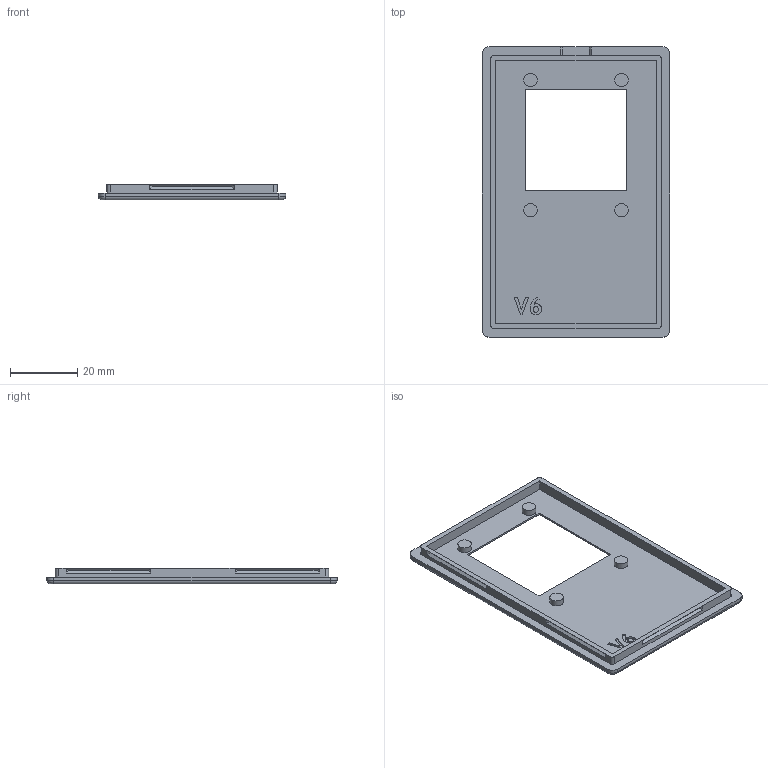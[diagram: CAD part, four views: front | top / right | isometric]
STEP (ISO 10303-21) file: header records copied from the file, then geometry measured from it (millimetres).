
FILE_DESCRIPTION(('FreeCAD Model'),'2;1');
FILE_NAME('Open CASCADE Shape Model','2025-01-05T18:15:08',(''),(''), 'Open CASCADE STEP processor 7.8','FreeCAD','Unknown');
FILE_SCHEMA(('AUTOMOTIVE_DESIGN { 1 0 10303 214 1 1 1 1 }'));
Length unit declared in the file: millimetre
Products named in the file (1): Body - Lid
Bounding box: 55.5 x 86 x 4.6 mm (x, y, z)
Volume: 7192.3 mm3; surface area: 9939.1 mm2
Topology: 1 solids, 1 shells, 111 faces, 285 edges, 184 vertices
Faces by surface type: plane 51, bspline 24, cylinder 16, extrusion 16, torus 4
Full cylindrical faces by diameter (mm): 4 x4
Entity records: 3357 total; most frequent: CARTESIAN_POINT 809, ORIENTED_EDGE 570, DIRECTION 413, EDGE_CURVE 285, VECTOR 197, VERTEX_POINT 184, LINE 181, FACE_BOUND 121
